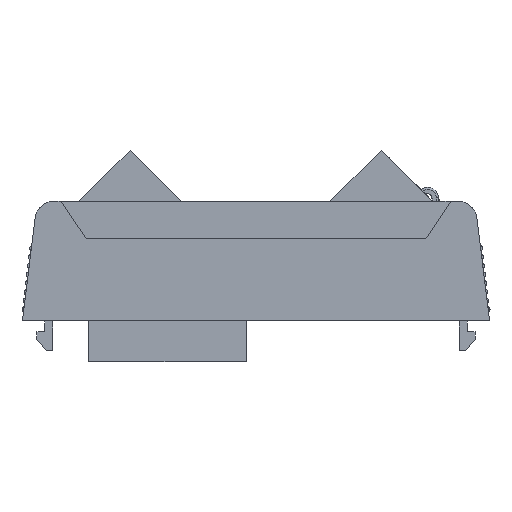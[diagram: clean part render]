
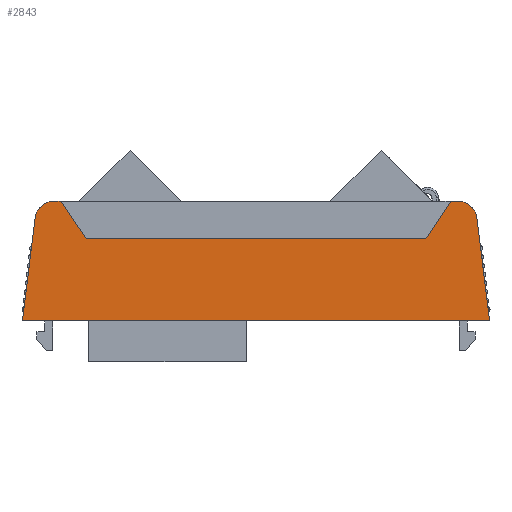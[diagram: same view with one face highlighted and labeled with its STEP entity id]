
A CAD part, left-side view. The second image highlights one B-rep face of the part: STEP entity #2843.
In plain terms, the highlighted planar face has unit normal (-1, 0, 0).
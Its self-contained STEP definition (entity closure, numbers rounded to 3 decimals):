
#1885=AXIS2_PLACEMENT_3D('Circle Axis2P3D',#1883,#1884,$) ;
#2352=AXIS2_PLACEMENT_3D('Circle Axis2P3D',#2350,#2351,$) ;
#2803=AXIS2_PLACEMENT_3D('Plane Axis2P3D',#2800,#2801,#2802) ;
#1684=CARTESIAN_POINT('Vertex',(0.,69.292,25.516)) ;
#1687=CARTESIAN_POINT('Line Origine',(0.,68.722,25.516)) ;
#1691=CARTESIAN_POINT('Vertex',(0.,68.152,25.516)) ;
#1712=CARTESIAN_POINT('Vertex',(0.,6.194,25.516)) ;
#1715=CARTESIAN_POINT('Line Origine',(0.,5.63,25.516)) ;
#1719=CARTESIAN_POINT('Vertex',(0.,5.066,25.516)) ;
#1883=CARTESIAN_POINT('Axis2P3D Location',(0.,5.066,22.516)) ;
#1887=CARTESIAN_POINT('Vertex',(0.,2.088,22.882)) ;
#2162=CARTESIAN_POINT('Vertex',(0.,0.079,6.516)) ;
#2165=CARTESIAN_POINT('Line Origine',(0.,37.179,6.516)) ;
#2169=CARTESIAN_POINT('Vertex',(0.,74.279,6.516)) ;
#2347=CARTESIAN_POINT('Vertex',(0.,72.269,22.882)) ;
#2350=CARTESIAN_POINT('Axis2P3D Location',(0.,69.292,22.516)) ;
#2800=CARTESIAN_POINT('Axis2P3D Location',(0.,74.301,6.516)) ;
#2805=CARTESIAN_POINT('Line Origine',(0.,73.274,14.699)) ;
#2810=CARTESIAN_POINT('Line Origine',(0.,1.084,14.699)) ;
#2816=CARTESIAN_POINT('Control Point',(0.,6.194,25.516)) ;
#2817=CARTESIAN_POINT('Control Point',(0.,10.173,19.547)) ;
#2818=CARTESIAN_POINT('Vertex',(0.,10.173,19.547)) ;
#2822=CARTESIAN_POINT('Control Point',(0.,10.173,19.547)) ;
#2823=CARTESIAN_POINT('Control Point',(0.,64.173,19.547)) ;
#2824=CARTESIAN_POINT('Vertex',(0.,64.173,19.547)) ;
#2828=CARTESIAN_POINT('Control Point',(0.,64.173,19.547)) ;
#2829=CARTESIAN_POINT('Control Point',(0.,68.152,25.516)) ;
#1688=DIRECTION('Vector Direction',(0.,1.,0.)) ;
#1716=DIRECTION('Vector Direction',(0.,1.,0.)) ;
#1884=DIRECTION('Axis2P3D Direction',(1.,-0.,0.)) ;
#2166=DIRECTION('Vector Direction',(0.,-1.,0.)) ;
#2351=DIRECTION('Axis2P3D Direction',(1.,-0.,0.)) ;
#2801=DIRECTION('Axis2P3D Direction',(-1.,0.,0.)) ;
#2802=DIRECTION('Axis2P3D XDirection',(0.,-1.,0.)) ;
#2806=DIRECTION('Vector Direction',(0.,-0.122,0.993)) ;
#2811=DIRECTION('Vector Direction',(0.,-0.122,-0.993)) ;
#1689=VECTOR('Line Direction',#1688,1.) ;
#1717=VECTOR('Line Direction',#1716,1.) ;
#2167=VECTOR('Line Direction',#2166,1.) ;
#2807=VECTOR('Line Direction',#2806,1.) ;
#2812=VECTOR('Line Direction',#2811,1.) ;
#2832=ORIENTED_EDGE('',*,*,#1693,.T.) ;
#2833=ORIENTED_EDGE('',*,*,#2354,.T.) ;
#2834=ORIENTED_EDGE('',*,*,#2809,.F.) ;
#2835=ORIENTED_EDGE('',*,*,#2171,.T.) ;
#2836=ORIENTED_EDGE('',*,*,#2814,.F.) ;
#2837=ORIENTED_EDGE('',*,*,#1889,.T.) ;
#2838=ORIENTED_EDGE('',*,*,#1721,.T.) ;
#2839=ORIENTED_EDGE('',*,*,#2820,.F.) ;
#2840=ORIENTED_EDGE('',*,*,#2826,.F.) ;
#2841=ORIENTED_EDGE('',*,*,#2830,.F.) ;
#2843=ADVANCED_FACE('MODUL',(#2842),#2804,.T.) ;
#2815=B_SPLINE_CURVE_WITH_KNOTS('',1,(#2816,#2817),.UNSPECIFIED.,.F.,.U.,(2,2),(0.,7.173),.UNSPECIFIED.) ;
#2821=B_SPLINE_CURVE_WITH_KNOTS('',1,(#2822,#2823),.UNSPECIFIED.,.F.,.U.,(2,2),(0.,54.),.UNSPECIFIED.) ;
#2827=B_SPLINE_CURVE_WITH_KNOTS('',1,(#2828,#2829),.UNSPECIFIED.,.F.,.U.,(2,2),(0.,7.173),.UNSPECIFIED.) ;
#1886=CIRCLE('generated circle',#1885,3.) ;
#2353=CIRCLE('generated circle',#2352,3.) ;
#1693=EDGE_CURVE('',#1692,#1685,#1690,.T.) ;
#1721=EDGE_CURVE('',#1720,#1713,#1718,.T.) ;
#1889=EDGE_CURVE('',#1888,#1720,#1886,.F.) ;
#2171=EDGE_CURVE('',#2170,#2163,#2168,.T.) ;
#2354=EDGE_CURVE('',#1685,#2348,#2353,.F.) ;
#2809=EDGE_CURVE('',#2170,#2348,#2808,.T.) ;
#2814=EDGE_CURVE('',#1888,#2163,#2813,.T.) ;
#2820=EDGE_CURVE('',#2819,#1713,#2815,.F.) ;
#2826=EDGE_CURVE('',#2825,#2819,#2821,.F.) ;
#2830=EDGE_CURVE('',#1692,#2825,#2827,.F.) ;
#2831=EDGE_LOOP('',(#2832,#2833,#2834,#2835,#2836,#2837,#2838,#2839,#2840,#2841)) ;
#2842=FACE_OUTER_BOUND('',#2831,.T.) ;
#1690=LINE('Line',#1687,#1689) ;
#1718=LINE('Line',#1715,#1717) ;
#2168=LINE('Line',#2165,#2167) ;
#2808=LINE('Line',#2805,#2807) ;
#2813=LINE('Line',#2810,#2812) ;
#2804=PLANE('',#2803) ;
#1685=VERTEX_POINT('',#1684) ;
#1692=VERTEX_POINT('',#1691) ;
#1713=VERTEX_POINT('',#1712) ;
#1720=VERTEX_POINT('',#1719) ;
#1888=VERTEX_POINT('',#1887) ;
#2163=VERTEX_POINT('',#2162) ;
#2170=VERTEX_POINT('',#2169) ;
#2348=VERTEX_POINT('',#2347) ;
#2819=VERTEX_POINT('',#2818) ;
#2825=VERTEX_POINT('',#2824) ;
